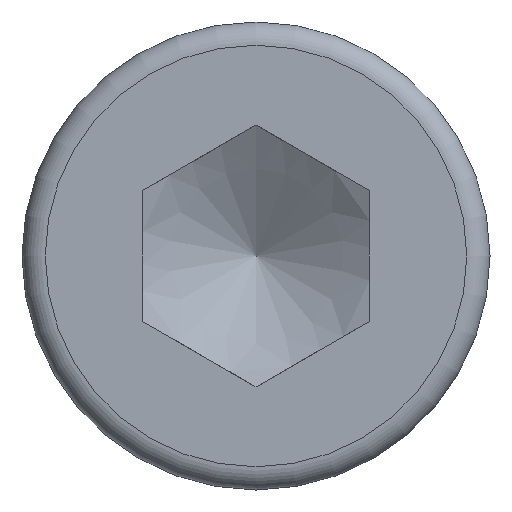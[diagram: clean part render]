
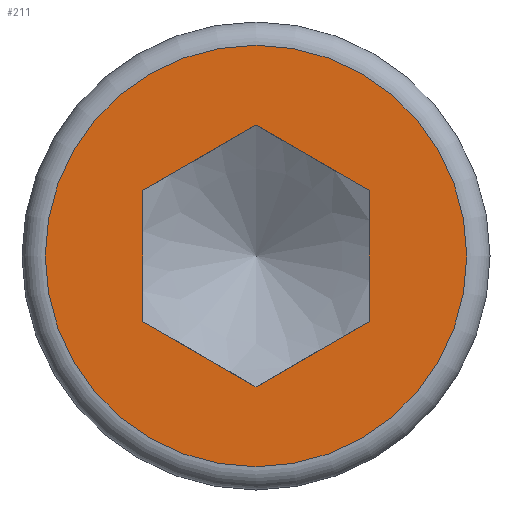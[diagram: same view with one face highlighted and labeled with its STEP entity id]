
A CAD part, left-side view. The second image highlights one B-rep face of the part: STEP entity #211.
In plain terms, the highlighted planar face has unit normal (-1, 0, 0).
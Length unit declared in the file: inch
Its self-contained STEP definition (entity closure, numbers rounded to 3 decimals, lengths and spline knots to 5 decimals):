
#21=LINE('',#332,#33);
#22=LINE('',#334,#34);
#23=LINE('',#336,#35);
#24=LINE('',#338,#36);
#25=LINE('',#340,#37);
#26=LINE('',#341,#38);
#33=VECTOR('',#280,0.3937);
#34=VECTOR('',#281,0.3937);
#35=VECTOR('',#282,0.3937);
#36=VECTOR('',#283,0.3937);
#37=VECTOR('',#284,0.3937);
#38=VECTOR('',#285,0.3937);
#49=PLANE('',#241);
#63=FACE_BOUND('',#92,.T.);
#71=FACE_OUTER_BOUND('',#91,.T.);
#91=EDGE_LOOP('',(#164));
#92=EDGE_LOOP('',(#165,#166,#167,#168,#169,#170));
#107=CIRCLE('',#239,0.0725);
#114=VERTEX_POINT('',#325);
#116=VERTEX_POINT('',#330);
#117=VERTEX_POINT('',#331);
#118=VERTEX_POINT('',#333);
#119=VERTEX_POINT('',#335);
#120=VERTEX_POINT('',#337);
#121=VERTEX_POINT('',#339);
#133=EDGE_CURVE('',#114,#114,#107,.T.);
#135=EDGE_CURVE('',#116,#117,#21,.T.);
#136=EDGE_CURVE('',#117,#118,#22,.T.);
#137=EDGE_CURVE('',#118,#119,#23,.T.);
#138=EDGE_CURVE('',#119,#120,#24,.T.);
#139=EDGE_CURVE('',#120,#121,#25,.T.);
#140=EDGE_CURVE('',#121,#116,#26,.T.);
#164=ORIENTED_EDGE('',*,*,#133,.F.);
#165=ORIENTED_EDGE('',*,*,#135,.T.);
#166=ORIENTED_EDGE('',*,*,#136,.T.);
#167=ORIENTED_EDGE('',*,*,#137,.T.);
#168=ORIENTED_EDGE('',*,*,#138,.T.);
#169=ORIENTED_EDGE('',*,*,#139,.T.);
#170=ORIENTED_EDGE('',*,*,#140,.T.);
#211=ADVANCED_FACE('',(#71,#63),#49,.T.);
#239=AXIS2_PLACEMENT_3D('',#326,#274,#275);
#241=AXIS2_PLACEMENT_3D('',#329,#278,#279);
#274=DIRECTION('center_axis',(1.,0.,0.));
#275=DIRECTION('ref_axis',(0.,-1.,0.));
#278=DIRECTION('center_axis',(-1.,0.,0.));
#279=DIRECTION('ref_axis',(0.,0.,1.));
#280=DIRECTION('',(0.,0.,1.));
#281=DIRECTION('',(0.,-0.866,0.5));
#282=DIRECTION('',(0.,-0.866,-0.5));
#283=DIRECTION('',(0.,0.,-1.));
#284=DIRECTION('',(0.,0.866,-0.5));
#285=DIRECTION('',(0.,0.866,0.5));
#325=CARTESIAN_POINT('',(-0.099,0.0725,0.));
#326=CARTESIAN_POINT('Origin',(-0.099,0.,
0.));
#329=CARTESIAN_POINT('Origin',(-0.099,0.06277,0.));
#330=CARTESIAN_POINT('',(-0.099,0.039,-0.02252));
#331=CARTESIAN_POINT('',(-0.099,0.039,0.02252));
#332=CARTESIAN_POINT('',(-0.099,0.039,0.01126));
#333=CARTESIAN_POINT('',(-0.099,0.,0.04503));
#334=CARTESIAN_POINT('',(-0.099,0.00975,0.0394));
#335=CARTESIAN_POINT('',(-0.099,-0.039,0.02252));
#336=CARTESIAN_POINT('',(-0.099,-0.02925,0.02815));
#337=CARTESIAN_POINT('',(-0.099,-0.039,-0.02252));
#338=CARTESIAN_POINT('',(-0.099,-0.039,-0.01126));
#339=CARTESIAN_POINT('',(-0.099,0.,-0.04503));
#340=CARTESIAN_POINT('',(-0.099,-0.00975,-0.0394));
#341=CARTESIAN_POINT('',(-0.099,0.02925,-0.02815));
